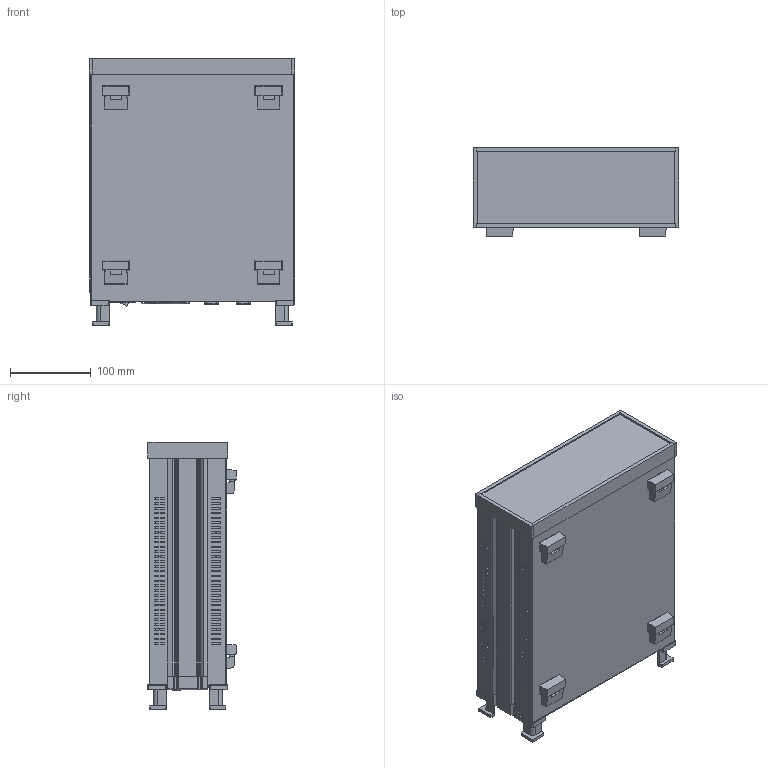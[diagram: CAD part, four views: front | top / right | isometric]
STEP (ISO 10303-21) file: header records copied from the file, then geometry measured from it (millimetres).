
FILE_DESCRIPTION (( 'STEP AP203' ), '1' );
FILE_NAME ('08TMC-4E.STEP', '2024-03-19T02:19:06', ( '' ), ( '' ), 'SwSTEP 2.0', 'SolidWorks 2022', '' );
FILE_SCHEMA (( 'CONFIG_CONTROL_DESIGN' ));
Length unit declared in the file: millimetre
Products named in the file (1): 08TMC-4E
Bounding box: 255 x 109.8 x 331 mm (x, y, z)
Surface area: 562934.7 mm2 (no closed solid volume)
Topology: 0 solids, 82 shells, 1207 faces, 4890 edges, 3721 vertices
Faces by surface type: plane 876, cylinder 238, torus 58, bspline 33, cone 2
Full cylindrical faces by diameter (mm): 0.8 x24, 1.2 x24, 2.5 x3, 3.05 x8, 3.4 x26, 3.5 x10, 4 x1, 4.2 x1, 4.5 x4, 5 x5, 6.5 x2, 30 x1, 60 x1
Entity records: 56576 total; most frequent: CARTESIAN_POINT 18170, DIRECTION 7123, ORIENTED_EDGE 6803, EDGE_CURVE 4729, VERTEX_POINT 3698, LINE 3457, VECTOR 3457, AXIS2_PLACEMENT_3D 1833
